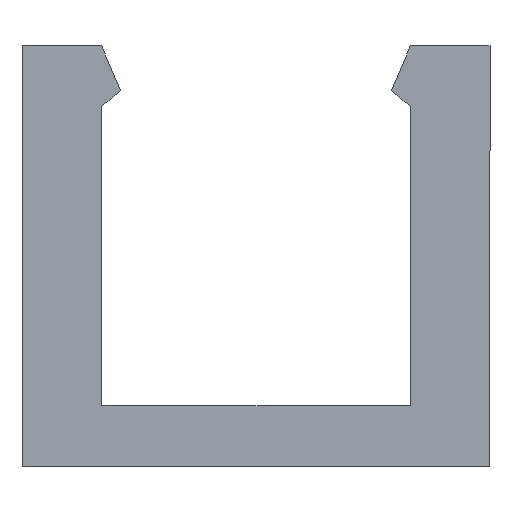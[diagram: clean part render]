
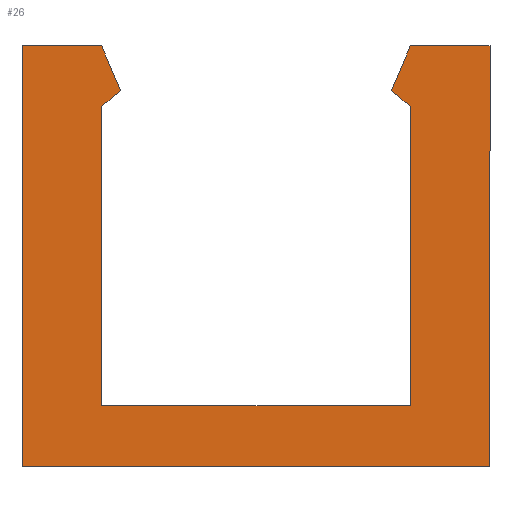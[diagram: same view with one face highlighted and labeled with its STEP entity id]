
A CAD part, front view. The second image highlights one B-rep face of the part: STEP entity #26.
In plain terms, the highlighted planar face has unit normal (0, -1, 0).
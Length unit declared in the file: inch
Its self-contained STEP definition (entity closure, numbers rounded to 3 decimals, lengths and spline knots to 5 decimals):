
#1 = CARTESIAN_POINT ( 'NONE',  ( 0.4275, -0.01, -0.38386 ) ) ;
#4 = CARTESIAN_POINT ( 'NONE',  ( -0.4275, -0.01, -0.38386 ) ) ;
#5 = LINE ( 'NONE', #218, #148 ) ;
#7 = VECTOR ( 'NONE', #282, 39.37008 ) ;
#10 = CARTESIAN_POINT ( 'NONE',  ( -0.4275, -0.01, 0.38386 ) ) ;
#11 = CARTESIAN_POINT ( 'NONE',  ( 0.282, -0.01, 0.38386 ) ) ;
#12 = LINE ( 'NONE', #119, #156 ) ;
#26 = ADVANCED_FACE ( 'Face1', ( #313 ), #236, .F. ) ;
#28 = ORIENTED_EDGE ( 'NONE', *, *, #279, .F. ) ;
#32 = EDGE_CURVE ( 'NONE', #344, #238, #62, .T. ) ;
#34 = VERTEX_POINT ( 'NONE', #199 ) ;
#39 = LINE ( 'NONE', #75, #103 ) ;
#53 = CARTESIAN_POINT ( 'NONE',  ( 0.282, -0.01, 0.38386 ) ) ;
#59 = VERTEX_POINT ( 'NONE', #362 ) ;
#62 = LINE ( 'NONE', #239, #108 ) ;
#75 = CARTESIAN_POINT ( 'NONE',  ( -0.282, -0.01, -0.27386 ) ) ;
#76 = CARTESIAN_POINT ( 'NONE',  ( 0.282, -0.01, 0.27314 ) ) ;
#84 = VECTOR ( 'NONE', #397, 39.37008 ) ;
#85 = LINE ( 'NONE', #261, #294 ) ;
#90 = VECTOR ( 'NONE', #285, 39.37008 ) ;
#98 = EDGE_CURVE ( 'NONE', #180, #34, #253, .T. ) ;
#102 = DIRECTION ( 'NONE',  ( 0., 1., 0. ) ) ;
#103 = VECTOR ( 'NONE', #389, 39.37008 ) ;
#108 = VECTOR ( 'NONE', #438, 39.37008 ) ;
#115 = VECTOR ( 'NONE', #428, 39.37008 ) ;
#119 = CARTESIAN_POINT ( 'NONE',  ( 0.4275, -0.01, -0.38386 ) ) ;
#129 = VERTEX_POINT ( 'NONE', #190 ) ;
#136 = EDGE_CURVE ( 'NONE', #34, #246, #12, .T. ) ;
#137 = EDGE_CURVE ( 'NONE', #59, #406, #85, .T. ) ;
#141 = LINE ( 'NONE', #358, #405 ) ;
#146 = LINE ( 'NONE', #179, #90 ) ;
#148 = VECTOR ( 'NONE', #426, 39.37008 ) ;
#149 = CARTESIAN_POINT ( 'NONE',  ( 0.282, -0.01, -0.27386 ) ) ;
#156 = VECTOR ( 'NONE', #295, 39.37008 ) ;
#164 = DIRECTION ( 'NONE',  ( 0.391, 0., 0.92 ) ) ;
#179 = CARTESIAN_POINT ( 'NONE',  ( -0.4275, -0.01, 0.38386 ) ) ;
#180 = VERTEX_POINT ( 'NONE', #11 ) ;
#182 = CARTESIAN_POINT ( 'NONE',  ( 0.24736, -0.01, 0.30239 ) ) ;
#190 = CARTESIAN_POINT ( 'NONE',  ( -0.282, -0.01, 0.38386 ) ) ;
#194 = EDGE_CURVE ( 'NONE', #273, #425, #39, .T. ) ;
#199 = CARTESIAN_POINT ( 'NONE',  ( 0.4275, -0.01, 0.38386 ) ) ;
#209 = EDGE_LOOP ( 'NONE', ( #422, #387, #451, #275, #339, #417, #391, #264, #414, #28, #315, #266 ) ) ;
#218 = CARTESIAN_POINT ( 'NONE',  ( -0.24736, -0.01, 0.30239 ) ) ;
#229 = EDGE_CURVE ( 'NONE', #129, #377, #5, .T. ) ;
#230 = EDGE_CURVE ( 'NONE', #425, #265, #141, .T. ) ;
#236 = PLANE ( 'NONE',  #435 ) ;
#238 = VERTEX_POINT ( 'NONE', #182 ) ;
#239 = CARTESIAN_POINT ( 'NONE',  ( 0.282, -0.01, 0.27314 ) ) ;
#246 = VERTEX_POINT ( 'NONE', #1 ) ;
#249 = LINE ( 'NONE', #4, #7 ) ;
#250 = VECTOR ( 'NONE', #336, 39.37008 ) ;
#253 = LINE ( 'NONE', #53, #250 ) ;
#255 = CARTESIAN_POINT ( 'NONE',  ( 0.282, -0.01, -0.27386 ) ) ;
#261 = CARTESIAN_POINT ( 'NONE',  ( -0.4275, -0.01, -0.38386 ) ) ;
#264 = ORIENTED_EDGE ( 'NONE', *, *, #230, .F. ) ;
#265 = VERTEX_POINT ( 'NONE', #149 ) ;
#266 = ORIENTED_EDGE ( 'NONE', *, *, #325, .F. ) ;
#272 = EDGE_CURVE ( 'NONE', #246, #59, #249, .T. ) ;
#273 = VERTEX_POINT ( 'NONE', #360 ) ;
#275 = ORIENTED_EDGE ( 'NONE', *, *, #98, .F. ) ;
#279 = EDGE_CURVE ( 'NONE', #377, #273, #423, .T. ) ;
#282 = DIRECTION ( 'NONE',  ( -1., 0., 0. ) ) ;
#283 = CARTESIAN_POINT ( 'NONE',  ( -0.282, -0.01, 0.27314 ) ) ;
#285 = DIRECTION ( 'NONE',  ( 1., 0., 0. ) ) ;
#291 = CARTESIAN_POINT ( 'NONE',  ( -0.282, -0.01, -0.27386 ) ) ;
#294 = VECTOR ( 'NONE', #400, 39.37008 ) ;
#295 = DIRECTION ( 'NONE',  ( 0., 0., -1. ) ) ;
#313 = FACE_OUTER_BOUND ( 'NONE', #209, .T. ) ;
#315 = ORIENTED_EDGE ( 'NONE', *, *, #229, .F. ) ;
#325 = EDGE_CURVE ( 'NONE', #406, #129, #146, .T. ) ;
#329 = DIRECTION ( 'NONE',  ( 1., 0., 0. ) ) ;
#336 = DIRECTION ( 'NONE',  ( 1., 0., 0. ) ) ;
#337 = CARTESIAN_POINT ( 'NONE',  ( -0.4275, -0.01, 0.38386 ) ) ;
#339 = ORIENTED_EDGE ( 'NONE', *, *, #452, .F. ) ;
#343 = LINE ( 'NONE', #413, #369 ) ;
#344 = VERTEX_POINT ( 'NONE', #76 ) ;
#351 = EDGE_CURVE ( 'NONE', #265, #344, #433, .T. ) ;
#358 = CARTESIAN_POINT ( 'NONE',  ( -0.282, -0.01, -0.27386 ) ) ;
#360 = CARTESIAN_POINT ( 'NONE',  ( -0.282, -0.01, 0.27314 ) ) ;
#362 = CARTESIAN_POINT ( 'NONE',  ( -0.4275, -0.01, -0.38386 ) ) ;
#369 = VECTOR ( 'NONE', #164, 39.37008 ) ;
#377 = VERTEX_POINT ( 'NONE', #408 ) ;
#387 = ORIENTED_EDGE ( 'NONE', *, *, #272, .F. ) ;
#389 = DIRECTION ( 'NONE',  ( 0., 0., -1. ) ) ;
#391 = ORIENTED_EDGE ( 'NONE', *, *, #351, .F. ) ;
#397 = DIRECTION ( 'NONE',  ( 0., 0., 1. ) ) ;
#400 = DIRECTION ( 'NONE',  ( 0., 0., 1. ) ) ;
#405 = VECTOR ( 'NONE', #329, 39.37008 ) ;
#406 = VERTEX_POINT ( 'NONE', #10 ) ;
#408 = CARTESIAN_POINT ( 'NONE',  ( -0.24736, -0.01, 0.30239 ) ) ;
#413 = CARTESIAN_POINT ( 'NONE',  ( 0.24736, -0.01, 0.30239 ) ) ;
#414 = ORIENTED_EDGE ( 'NONE', *, *, #194, .F. ) ;
#417 = ORIENTED_EDGE ( 'NONE', *, *, #32, .F. ) ;
#422 = ORIENTED_EDGE ( 'NONE', *, *, #137, .F. ) ;
#423 = LINE ( 'NONE', #283, #115 ) ;
#425 = VERTEX_POINT ( 'NONE', #291 ) ;
#426 = DIRECTION ( 'NONE',  ( 0.391, 0., -0.92 ) ) ;
#428 = DIRECTION ( 'NONE',  ( -0.764, 0., -0.645 ) ) ;
#433 = LINE ( 'NONE', #255, #84 ) ;
#435 = AXIS2_PLACEMENT_3D ( 'NONE', #337, #102, #450 ) ;
#438 = DIRECTION ( 'NONE',  ( -0.764, 0., 0.645 ) ) ;
#450 = DIRECTION ( 'NONE',  ( 0., 0., 1. ) ) ;
#451 = ORIENTED_EDGE ( 'NONE', *, *, #136, .F. ) ;
#452 = EDGE_CURVE ( 'NONE', #238, #180, #343, .T. ) ;
